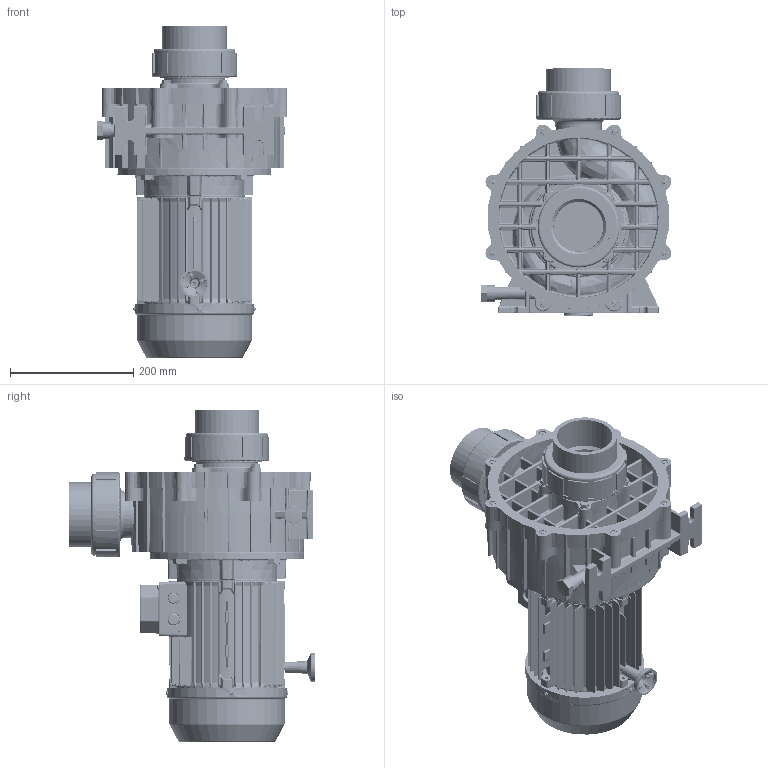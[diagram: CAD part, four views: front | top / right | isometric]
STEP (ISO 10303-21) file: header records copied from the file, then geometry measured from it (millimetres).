
FILE_DESCRIPTION(/* description */ ('Unknown'),/* implementation_level */ '2;1');
FILE_NAME(/* name */ 'BRAVUS 400',/* time_stamp */ '2020-06-10T13:13:25+02:00',/* author */ ('Unknown'),/* organization */ ('Unknown'),/* preprocessor_version */ 'ST-DEVELOPER v16.7',/* originating_system */ 'Solid Edge',/* authorisation */ 'Unknown');
FILE_SCHEMA (('AUTOMOTIVE_DESIGN {1 0 10303 214 3 1 1}'));
Products named in the file (1): BRAVUS 300
Bounding box: 309.97 x 400.5 x 538.99 mm (x, y, z)
Volume: 15742593 mm3; surface area: 1453241 mm2
Topology: 1 solids, 55 shells, 7346 faces, 17829 edges, 10527 vertices
Faces by surface type: bspline 2634, plane 2129, cylinder 1492, torus 492, cone 447, sphere 152
Full cylindrical faces by diameter (mm): 2.64 x4, 2.85 x1, 3.5 x1, 4 x31, 4.5 x8, 5 x1, 5.459 x8, 6 x22, 6.647 x8, 7 x13, 8 x5, 8.4 x4, 9 x5, 10 x8, 11.5 x8, 12 x5, 13.5 x4, 16 x4, 20.955 x1, 21 x1, 21.375 x1, 22.6 x1, 27 x2, 81.5 x2, 90.099 x2, 100 x1, 105 x2, 106 x2, 110 x2, 113.03 x4
Entity records: 331291 total; most frequent: CARTESIAN_POINT 131157, ORIENTED_EDGE 33778, DIRECTION 26413, EDGE_CURVE 16889, AXIS2_PLACEMENT_3D 10717, VERTEX_POINT 10287, FACE_BOUND 8098, EDGE_LOOP 8080
